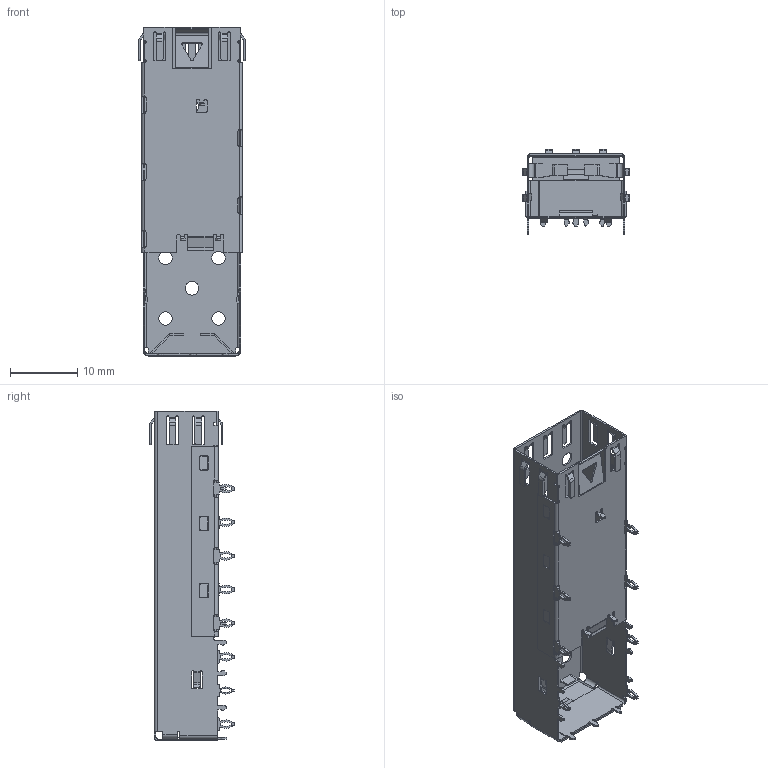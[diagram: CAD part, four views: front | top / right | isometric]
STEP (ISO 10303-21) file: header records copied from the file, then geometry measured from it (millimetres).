
FILE_DESCRIPTION(/* description */ (''),/* implementation_level */ '2;1');
FILE_NAME(/* name */ 'M-U77-A1118-X00X-REVG5.step',/* time_stamp */ '2019-01-04T14:58:26+09:00',/* author */ ('murenezumi'),/* organization */ (''),/* preprocessor_version */ 'ST-DEVELOPER v17.2',/* originating_system */ 'Autodesk Translation Framework v7.6.0.251',/* authorisation */ '');
FILE_SCHEMA (('AUTOMOTIVE_DESIGN { 1 0 10303 214 3 1 1 }'));
Products named in the file (2): M-U77-A1118-X00X-REVG5; M-U77-A1118-X00X-REVG5_1
Assembly tree (1 placements, depth 2):
  M-U77-A1118-X00X-REVG5
    M-U77-A1118-X00X-REVG5_1
Bounding box: 15.85 x 12.57 x 48.98 mm (x, y, z)
Surface area: 4921.8 mm2 (no closed solid volume)
Topology: 0 solids, 1101 shells, 1101 faces, 6168 edges, 6168 vertices
Faces by surface type: plane 560, cylinder 505, bspline 36
Entity records: 68204 total; most frequent: CARTESIAN_POINT 18531, DIRECTION 10015, VERTEX_POINT 6168, EDGE_CURVE 6168, ORIENTED_EDGE 6168, LINE 3897, VECTOR 3897, AXIS2_PLACEMENT_3D 3059
